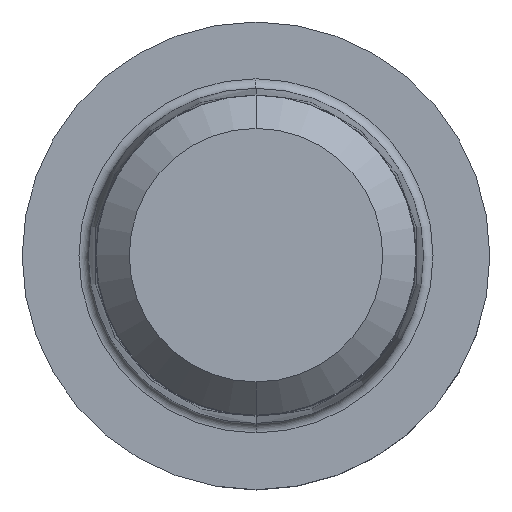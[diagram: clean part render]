
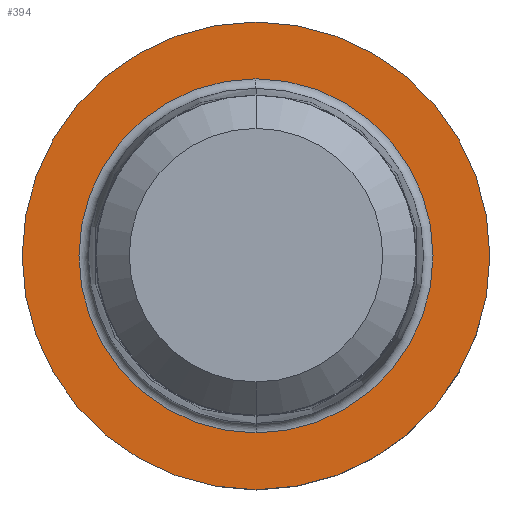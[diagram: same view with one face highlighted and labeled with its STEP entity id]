
A CAD part, top view. The second image highlights one B-rep face of the part: STEP entity #394.
In plain terms, the highlighted planar face has unit normal (0, 0, 1).
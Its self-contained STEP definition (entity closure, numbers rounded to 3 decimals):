
#168=EDGE_CURVE('',#314,#214,#457,.T.);
#214=VERTEX_POINT('',#510);
#312=EDGE_CURVE('',#214,#314,#620,.T.);
#314=VERTEX_POINT('',#622);
#340=VERTEX_POINT('',#652);
#342=EDGE_CURVE('',#360,#340,#654,.T.);
#360=VERTEX_POINT('',#673);
#394=ADVANCED_FACE('',(#713,#714),#715,.T.);
#402=EDGE_CURVE('',#340,#360,#724,.T.);
#457=CIRCLE('',#777,7.42);
#510=CARTESIAN_POINT('',(0.0,7.42,0.01));
#620=CIRCLE('',#980,7.42);
#622=CARTESIAN_POINT('',(0.,-7.42,0.01));
#652=CARTESIAN_POINT('',(0.,-9.8,0.01));
#654=CIRCLE('',#1019,9.8);
#673=CARTESIAN_POINT('',(0.0,9.8,0.01));
#713=FACE_OUTER_BOUND('',#1097,.T.);
#714=FACE_BOUND('',#1098,.T.);
#715=PLANE('',#1099);
#724=CIRCLE('',#1112,9.8);
#777=AXIS2_PLACEMENT_3D('',#1164,#1165,#1166);
#980=AXIS2_PLACEMENT_3D('',#1380,#1381,#1382);
#1019=AXIS2_PLACEMENT_3D('',#1418,#1419,#1420);
#1097=EDGE_LOOP('',(#1491,#1492));
#1098=EDGE_LOOP('',(#1493,#1494));
#1099=AXIS2_PLACEMENT_3D('',#1495,#1496,#1497);
#1112=AXIS2_PLACEMENT_3D('',#1510,#1511,#1512);
#1164=CARTESIAN_POINT('',(0.0,0.0,0.01));
#1165=DIRECTION('',(0.0,0.0,-1.0));
#1166=DIRECTION('',(0.0,1.0,0.0));
#1380=CARTESIAN_POINT('',(0.0,0.0,0.01));
#1381=DIRECTION('',(0.0,0.0,-1.0));
#1382=DIRECTION('',(0.0,1.0,0.0));
#1418=CARTESIAN_POINT('',(0.0,0.0,0.01));
#1419=DIRECTION('',(0.0,0.0,-1.0));
#1420=DIRECTION('',(0.0,1.0,0.0));
#1491=ORIENTED_EDGE('',*,*,#342,.F.);
#1492=ORIENTED_EDGE('',*,*,#402,.F.);
#1493=ORIENTED_EDGE('',*,*,#312,.T.);
#1494=ORIENTED_EDGE('',*,*,#168,.T.);
#1495=CARTESIAN_POINT('',(0.0,4.9,0.01));
#1496=DIRECTION('',(-0.0,0.0,1.0));
#1497=DIRECTION('',(0.0,-1.0,0.0));
#1510=CARTESIAN_POINT('',(0.0,0.0,0.01));
#1511=DIRECTION('',(0.0,0.0,-1.0));
#1512=DIRECTION('',(0.0,1.0,0.0));
